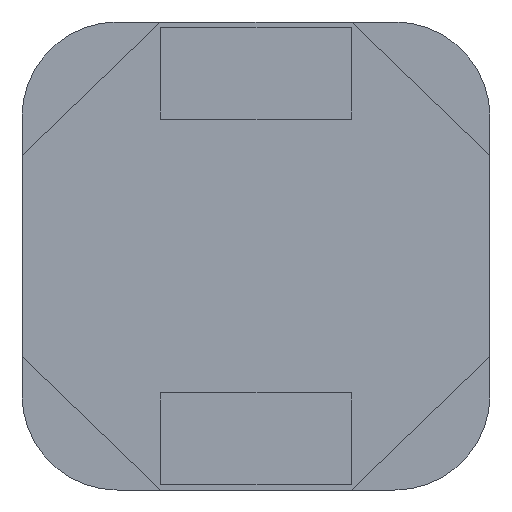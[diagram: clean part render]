
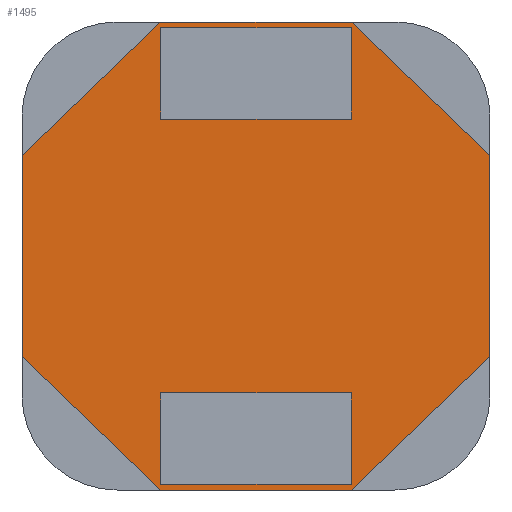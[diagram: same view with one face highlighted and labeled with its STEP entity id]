
A CAD part, front view. The second image highlights one B-rep face of the part: STEP entity #1495.
In plain terms, the highlighted planar face has unit normal (0, -1, 0).
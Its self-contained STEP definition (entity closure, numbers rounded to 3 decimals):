
#36 = LINE ( 'NONE', #5486, #13207 ) ;
#228 = ORIENTED_EDGE ( 'NONE', *, *, #682, .F. ) ;
#253 = VERTEX_POINT ( 'NONE', #9751 ) ;
#325 = EDGE_CURVE ( 'NONE', #3933, #8061, #2618, .T. ) ;
#356 = CARTESIAN_POINT ( 'NONE',  ( 6.15, 0., -2.65 ) ) ;
#682 = EDGE_CURVE ( 'NONE', #3410, #6394, #36, .T. ) ;
#864 = LINE ( 'NONE', #9725, #5392 ) ;
#865 = CARTESIAN_POINT ( 'NONE',  ( -2.5, 0., 6.15 ) ) ;
#934 = ORIENTED_EDGE ( 'NONE', *, *, #7547, .F. ) ;
#985 = DIRECTION ( 'NONE',  ( 0.722, 0., 0.692 ) ) ;
#1047 = VECTOR ( 'NONE', #5647, 1000. ) ;
#1277 = EDGE_CURVE ( 'NONE', #4214, #3563, #6298, .T. ) ;
#1295 = CARTESIAN_POINT ( 'NONE',  ( -2.5, 0., 6.15 ) ) ;
#1317 = DIRECTION ( 'NONE',  ( -0.722, 0., 0.692 ) ) ;
#1360 = ORIENTED_EDGE ( 'NONE', *, *, #1277, .F. ) ;
#1448 = LINE ( 'NONE', #6909, #2220 ) ;
#1495 = ADVANCED_FACE ( 'NONE', ( #4568, #11064, #2455 ), #3312, .F. ) ;
#1607 = CARTESIAN_POINT ( 'NONE',  ( -2.5, 0., -6.15 ) ) ;
#2220 = VECTOR ( 'NONE', #12250, 1000. ) ;
#2455 = FACE_BOUND ( 'NONE', #12789, .T. ) ;
#2599 = CARTESIAN_POINT ( 'NONE',  ( -6.15, 0., -2.65 ) ) ;
#2608 = CARTESIAN_POINT ( 'NONE',  ( -6.15, 0., 6.15 ) ) ;
#2618 = LINE ( 'NONE', #11255, #12732 ) ;
#2621 = LINE ( 'NONE', #7075, #4344 ) ;
#2633 = CARTESIAN_POINT ( 'NONE',  ( 6.15, 0., -6.15 ) ) ;
#2991 = VERTEX_POINT ( 'NONE', #14190 ) ;
#3173 = EDGE_CURVE ( 'NONE', #5752, #3933, #10467, .T. ) ;
#3193 = VECTOR ( 'NONE', #7618, 1000. ) ;
#3293 = VECTOR ( 'NONE', #7062, 1000. ) ;
#3304 = ORIENTED_EDGE ( 'NONE', *, *, #7965, .F. ) ;
#3312 = PLANE ( 'NONE',  #11095 ) ;
#3329 = CARTESIAN_POINT ( 'NONE',  ( -2.5, 0., -3.6 ) ) ;
#3378 = EDGE_LOOP ( 'NONE', ( #3304, #228, #12099, #12243 ) ) ;
#3410 = VERTEX_POINT ( 'NONE', #13280 ) ;
#3563 = VERTEX_POINT ( 'NONE', #356 ) ;
#3627 = DIRECTION ( 'NONE',  ( 0.722, 0., -0.692 ) ) ;
#3713 = EDGE_CURVE ( 'NONE', #2991, #8272, #7620, .T. ) ;
#3736 = DIRECTION ( 'NONE',  ( -1., 0., 0. ) ) ;
#3933 = VERTEX_POINT ( 'NONE', #1607 ) ;
#4071 = EDGE_CURVE ( 'NONE', #10425, #11778, #7715, .T. ) ;
#4076 = ORIENTED_EDGE ( 'NONE', *, *, #325, .F. ) ;
#4122 = DIRECTION ( 'NONE',  ( -1., 0., 0. ) ) ;
#4210 = DIRECTION ( 'NONE',  ( 0., 0., 1. ) ) ;
#4214 = VERTEX_POINT ( 'NONE', #14201 ) ;
#4242 = CARTESIAN_POINT ( 'NONE',  ( -2.5, 0., 6. ) ) ;
#4249 = VECTOR ( 'NONE', #10007, 1000. ) ;
#4262 = LINE ( 'NONE', #8692, #3193 ) ;
#4344 = VECTOR ( 'NONE', #5975, 1000. ) ;
#4357 = LINE ( 'NONE', #1295, #4249 ) ;
#4399 = DIRECTION ( 'NONE',  ( -1., 0., 0. ) ) ;
#4568 = FACE_BOUND ( 'NONE', #3378, .T. ) ;
#4583 = DIRECTION ( 'NONE',  ( 1., 0., 0. ) ) ;
#4780 = CARTESIAN_POINT ( 'NONE',  ( 2.5, 0., 6.15 ) ) ;
#4982 = EDGE_CURVE ( 'NONE', #253, #4214, #12744, .T. ) ;
#5269 = VERTEX_POINT ( 'NONE', #7722 ) ;
#5392 = VECTOR ( 'NONE', #4210, 1000. ) ;
#5477 = EDGE_CURVE ( 'NONE', #5744, #10425, #8781, .T. ) ;
#5486 = CARTESIAN_POINT ( 'NONE',  ( 6.15, 0., 6. ) ) ;
#5515 = VECTOR ( 'NONE', #4122, 1000. ) ;
#5623 = ORIENTED_EDGE ( 'NONE', *, *, #13516, .F. ) ;
#5647 = DIRECTION ( 'NONE',  ( 0., 0., 1. ) ) ;
#5672 = CARTESIAN_POINT ( 'NONE',  ( 2.5, 0., -6.15 ) ) ;
#5744 = VERTEX_POINT ( 'NONE', #3329 ) ;
#5752 = VERTEX_POINT ( 'NONE', #5672 ) ;
#5975 = DIRECTION ( 'NONE',  ( 1., 0., 0. ) ) ;
#6092 = VECTOR ( 'NONE', #985, 1000. ) ;
#6122 = ORIENTED_EDGE ( 'NONE', *, *, #11512, .F. ) ;
#6298 = LINE ( 'NONE', #14127, #12506 ) ;
#6394 = VERTEX_POINT ( 'NONE', #4242 ) ;
#6454 = CARTESIAN_POINT ( 'NONE',  ( -6.15, 0., 2.65 ) ) ;
#6647 = VERTEX_POINT ( 'NONE', #9650 ) ;
#6819 = VECTOR ( 'NONE', #4583, 1000. ) ;
#6909 = CARTESIAN_POINT ( 'NONE',  ( 6.15, 0., 6.15 ) ) ;
#6991 = ORIENTED_EDGE ( 'NONE', *, *, #3713, .F. ) ;
#7062 = DIRECTION ( 'NONE',  ( 0., 0., 1. ) ) ;
#7075 = CARTESIAN_POINT ( 'NONE',  ( 6.15, 0., 3.6 ) ) ;
#7547 = EDGE_CURVE ( 'NONE', #8061, #2991, #13644, .T. ) ;
#7618 = DIRECTION ( 'NONE',  ( -0.722, 0., -0.692 ) ) ;
#7620 = LINE ( 'NONE', #6454, #6092 ) ;
#7679 = CARTESIAN_POINT ( 'NONE',  ( -2.5, 0., -6. ) ) ;
#7715 = LINE ( 'NONE', #12110, #6819 ) ;
#7722 = CARTESIAN_POINT ( 'NONE',  ( -2.5, 0., 3.6 ) ) ;
#7725 = EDGE_LOOP ( 'NONE', ( #934, #4076, #8961, #12003, #1360, #11200, #6122, #6991 ) ) ;
#7761 = ORIENTED_EDGE ( 'NONE', *, *, #4071, .F. ) ;
#7886 = EDGE_CURVE ( 'NONE', #11778, #6647, #864, .T. ) ;
#7965 = EDGE_CURVE ( 'NONE', #6394, #5269, #4357, .T. ) ;
#7990 = DIRECTION ( 'NONE',  ( 0., 0., 1. ) ) ;
#8061 = VERTEX_POINT ( 'NONE', #2599 ) ;
#8272 = VERTEX_POINT ( 'NONE', #10046 ) ;
#8411 = VECTOR ( 'NONE', #3736, 1000. ) ;
#8692 = CARTESIAN_POINT ( 'NONE',  ( 6.15, 0., -2.65 ) ) ;
#8781 = LINE ( 'NONE', #865, #13766 ) ;
#8961 = ORIENTED_EDGE ( 'NONE', *, *, #3173, .F. ) ;
#9104 = VERTEX_POINT ( 'NONE', #9184 ) ;
#9184 = CARTESIAN_POINT ( 'NONE',  ( 2.5, 0., 3.6 ) ) ;
#9362 = CARTESIAN_POINT ( 'NONE',  ( 2.5, 0., -6. ) ) ;
#9650 = CARTESIAN_POINT ( 'NONE',  ( 2.5, 0., -3.6 ) ) ;
#9725 = CARTESIAN_POINT ( 'NONE',  ( 2.5, 0., 6.15 ) ) ;
#9751 = CARTESIAN_POINT ( 'NONE',  ( 2.5, 0., 6.15 ) ) ;
#10001 = DIRECTION ( 'NONE',  ( 0., 1., 0. ) ) ;
#10007 = DIRECTION ( 'NONE',  ( 0., 0., -1. ) ) ;
#10046 = CARTESIAN_POINT ( 'NONE',  ( -2.5, 0., 6.15 ) ) ;
#10136 = ORIENTED_EDGE ( 'NONE', *, *, #5477, .F. ) ;
#10275 = LINE ( 'NONE', #13396, #1047 ) ;
#10425 = VERTEX_POINT ( 'NONE', #7679 ) ;
#10467 = LINE ( 'NONE', #2633, #8411 ) ;
#10938 = EDGE_CURVE ( 'NONE', #9104, #3410, #10275, .T. ) ;
#11064 = FACE_OUTER_BOUND ( 'NONE', #7725, .T. ) ;
#11095 = AXIS2_PLACEMENT_3D ( 'NONE', #12313, #10001, #7990 ) ;
#11200 = ORIENTED_EDGE ( 'NONE', *, *, #4982, .F. ) ;
#11255 = CARTESIAN_POINT ( 'NONE',  ( -2.5, 0., -6.15 ) ) ;
#11512 = EDGE_CURVE ( 'NONE', #8272, #253, #1448, .T. ) ;
#11661 = VECTOR ( 'NONE', #3627, 1000. ) ;
#11778 = VERTEX_POINT ( 'NONE', #9362 ) ;
#12003 = ORIENTED_EDGE ( 'NONE', *, *, #13482, .F. ) ;
#12016 = DIRECTION ( 'NONE',  ( 0., 0., -1. ) ) ;
#12099 = ORIENTED_EDGE ( 'NONE', *, *, #10938, .F. ) ;
#12110 = CARTESIAN_POINT ( 'NONE',  ( 6.15, 0., -6. ) ) ;
#12243 = ORIENTED_EDGE ( 'NONE', *, *, #12475, .F. ) ;
#12250 = DIRECTION ( 'NONE',  ( 1., 0., 0. ) ) ;
#12313 = CARTESIAN_POINT ( 'NONE',  ( 6.15, 0., 6.15 ) ) ;
#12475 = EDGE_CURVE ( 'NONE', #5269, #9104, #2621, .T. ) ;
#12506 = VECTOR ( 'NONE', #12016, 1000. ) ;
#12516 = ORIENTED_EDGE ( 'NONE', *, *, #7886, .F. ) ;
#12732 = VECTOR ( 'NONE', #1317, 1000. ) ;
#12744 = LINE ( 'NONE', #4780, #11661 ) ;
#12789 = EDGE_LOOP ( 'NONE', ( #5623, #12516, #7761, #10136 ) ) ;
#13099 = LINE ( 'NONE', #14129, #5515 ) ;
#13186 = DIRECTION ( 'NONE',  ( 0., 0., -1. ) ) ;
#13207 = VECTOR ( 'NONE', #4399, 1000. ) ;
#13280 = CARTESIAN_POINT ( 'NONE',  ( 2.5, 0., 6. ) ) ;
#13396 = CARTESIAN_POINT ( 'NONE',  ( 2.5, 0., 6.15 ) ) ;
#13482 = EDGE_CURVE ( 'NONE', #3563, #5752, #4262, .T. ) ;
#13516 = EDGE_CURVE ( 'NONE', #6647, #5744, #13099, .T. ) ;
#13644 = LINE ( 'NONE', #2608, #3293 ) ;
#13766 = VECTOR ( 'NONE', #13186, 1000. ) ;
#14127 = CARTESIAN_POINT ( 'NONE',  ( 6.15, 0., 6.15 ) ) ;
#14129 = CARTESIAN_POINT ( 'NONE',  ( 6.15, 0., -3.6 ) ) ;
#14190 = CARTESIAN_POINT ( 'NONE',  ( -6.15, 0., 2.65 ) ) ;
#14201 = CARTESIAN_POINT ( 'NONE',  ( 6.15, 0., 2.65 ) ) ;
